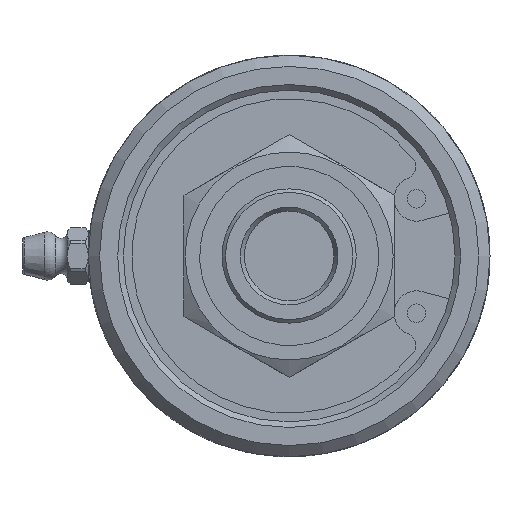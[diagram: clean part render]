
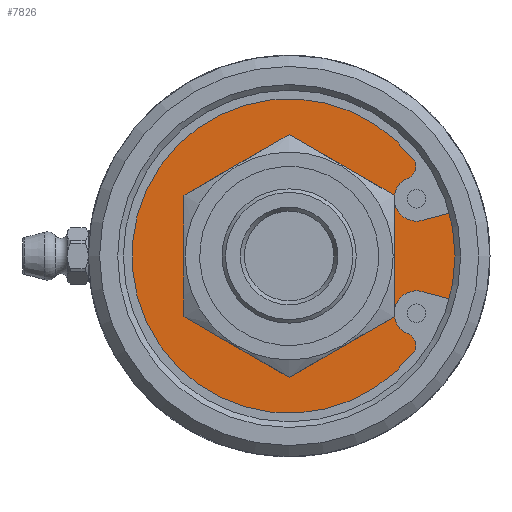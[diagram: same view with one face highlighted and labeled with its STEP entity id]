
A CAD part, left-side view. The second image highlights one B-rep face of the part: STEP entity #7826.
In plain terms, the highlighted planar face has unit normal (-1, 0, 0).
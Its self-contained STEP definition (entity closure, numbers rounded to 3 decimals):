
#325=FACE_BOUND('',#2460,.T.);
#436=LINE('',#11415,#836);
#444=LINE('',#11438,#844);
#836=VECTOR('',#9314,10.);
#844=VECTOR('',#9336,10.);
#1429=CIRCLE('',#8273,13.9);
#1430=CIRCLE('',#8274,13.9);
#1500=CIRCLE('',#8393,22.303);
#1502=CIRCLE('',#8396,1.758);
#1504=CIRCLE('',#8399,3.17);
#1506=CIRCLE('',#8403,1.758);
#1508=CIRCLE('',#8406,3.17);
#1512=CIRCLE('',#8415,25.375);
#1816=PLANE('',#8414);
#1994=FACE_OUTER_BOUND('',#2459,.T.);
#2459=EDGE_LOOP('',(#5727,#5728,#5729,#5730,#5731,#5732,#5733,#5734));
#2460=EDGE_LOOP('',(#5735,#5736));
#3288=VERTEX_POINT('',#10967);
#3289=VERTEX_POINT('',#10968);
#3387=VERTEX_POINT('',#11394);
#3388=VERTEX_POINT('',#11396);
#3390=VERTEX_POINT('',#11402);
#3392=VERTEX_POINT('',#11408);
#3394=VERTEX_POINT('',#11414);
#3397=VERTEX_POINT('',#11422);
#3399=VERTEX_POINT('',#11428);
#3402=VERTEX_POINT('',#11436);
#4117=EDGE_CURVE('',#3288,#3289,#1429,.T.);
#4118=EDGE_CURVE('',#3289,#3288,#1430,.T.);
#4263=EDGE_CURVE('',#3388,#3387,#1500,.T.);
#4266=EDGE_CURVE('',#3390,#3388,#1502,.T.);
#4269=EDGE_CURVE('',#3392,#3390,#1504,.T.);
#4272=EDGE_CURVE('',#3394,#3392,#436,.T.);
#4277=EDGE_CURVE('',#3387,#3397,#1506,.T.);
#4280=EDGE_CURVE('',#3397,#3399,#1508,.T.);
#4284=EDGE_CURVE('',#3399,#3402,#444,.T.);
#4289=EDGE_CURVE('',#3394,#3402,#1512,.T.);
#5727=ORIENTED_EDGE('',*,*,#4272,.T.);
#5728=ORIENTED_EDGE('',*,*,#4269,.T.);
#5729=ORIENTED_EDGE('',*,*,#4266,.T.);
#5730=ORIENTED_EDGE('',*,*,#4263,.T.);
#5731=ORIENTED_EDGE('',*,*,#4277,.T.);
#5732=ORIENTED_EDGE('',*,*,#4280,.T.);
#5733=ORIENTED_EDGE('',*,*,#4284,.T.);
#5734=ORIENTED_EDGE('',*,*,#4289,.F.);
#5735=ORIENTED_EDGE('',*,*,#4117,.T.);
#5736=ORIENTED_EDGE('',*,*,#4118,.T.);
#7826=ADVANCED_FACE('',(#1994,#325),#1816,.F.);
#8273=AXIS2_PLACEMENT_3D('',#10969,#9017,#9018);
#8274=AXIS2_PLACEMENT_3D('',#10970,#9019,#9020);
#8393=AXIS2_PLACEMENT_3D('',#11397,#9294,#9295);
#8396=AXIS2_PLACEMENT_3D('',#11403,#9301,#9302);
#8399=AXIS2_PLACEMENT_3D('',#11409,#9308,#9309);
#8403=AXIS2_PLACEMENT_3D('',#11424,#9322,#9323);
#8406=AXIS2_PLACEMENT_3D('',#11430,#9329,#9330);
#8414=AXIS2_PLACEMENT_3D('',#11448,#9350,#9351);
#8415=AXIS2_PLACEMENT_3D('',#11449,#9352,#9353);
#9017=DIRECTION('center_axis',(1.,0.,0.));
#9018=DIRECTION('ref_axis',(0.,-1.,0.));
#9019=DIRECTION('center_axis',(1.,0.,0.));
#9020=DIRECTION('ref_axis',(0.,-1.,0.));
#9294=DIRECTION('center_axis',(-1.,0.,0.));
#9295=DIRECTION('ref_axis',(0.,0.796,0.605));
#9301=DIRECTION('center_axis',(-1.,0.,0.));
#9302=DIRECTION('ref_axis',(0.,0.881,-0.473));
#9308=DIRECTION('center_axis',(1.,0.,0.));
#9309=DIRECTION('ref_axis',(0.,-0.259,-0.966));
#9314=DIRECTION('',(0.,0.966,-0.259));
#9322=DIRECTION('center_axis',(-1.,0.,0.));
#9323=DIRECTION('ref_axis',(0.,0.488,-0.873));
#9329=DIRECTION('center_axis',(1.,0.,0.));
#9330=DIRECTION('ref_axis',(0.,0.315,-0.949));
#9336=DIRECTION('',(0.,-0.966,-0.259));
#9350=DIRECTION('center_axis',(1.,0.,0.));
#9351=DIRECTION('ref_axis',(0.,0.,-1.));
#9352=DIRECTION('center_axis',(1.,0.,0.));
#9353=DIRECTION('ref_axis',(0.,1.,0.));
#10967=CARTESIAN_POINT('',(5.217,-13.9,0.));
#10968=CARTESIAN_POINT('',(5.217,13.9,0.));
#10969=CARTESIAN_POINT('Origin',(5.217,0.,
0.));
#10970=CARTESIAN_POINT('Origin',(5.217,0.,
0.));
#11394=CARTESIAN_POINT('',(5.217,-17.755,-13.497));
#11396=CARTESIAN_POINT('',(5.217,-17.755,13.497));
#11397=CARTESIAN_POINT('Origin',(5.217,0.,0.));
#11402=CARTESIAN_POINT('',(5.217,-17.064,11.13));
#11403=CARTESIAN_POINT('Origin',(5.217,-16.206,12.665));
#11408=CARTESIAN_POINT('',(5.217,-18.884,5.06));
#11409=CARTESIAN_POINT('Origin',(5.217,-18.064,8.122));
#11414=CARTESIAN_POINT('',(5.217,-24.51,6.568));
#11415=CARTESIAN_POINT('',(5.217,-0.608,0.163));
#11422=CARTESIAN_POINT('',(5.217,-17.064,-11.13));
#11424=CARTESIAN_POINT('Origin',(5.217,-16.206,-12.665));
#11428=CARTESIAN_POINT('',(5.217,-18.884,-5.06));
#11430=CARTESIAN_POINT('Origin',(5.217,-18.064,-8.122));
#11436=CARTESIAN_POINT('',(5.217,-24.51,-6.568));
#11438=CARTESIAN_POINT('',(5.217,-3.421,-0.917));
#11448=CARTESIAN_POINT('Origin',(5.217,18.938,0.));
#11449=CARTESIAN_POINT('Origin',(5.217,0.,0.));
